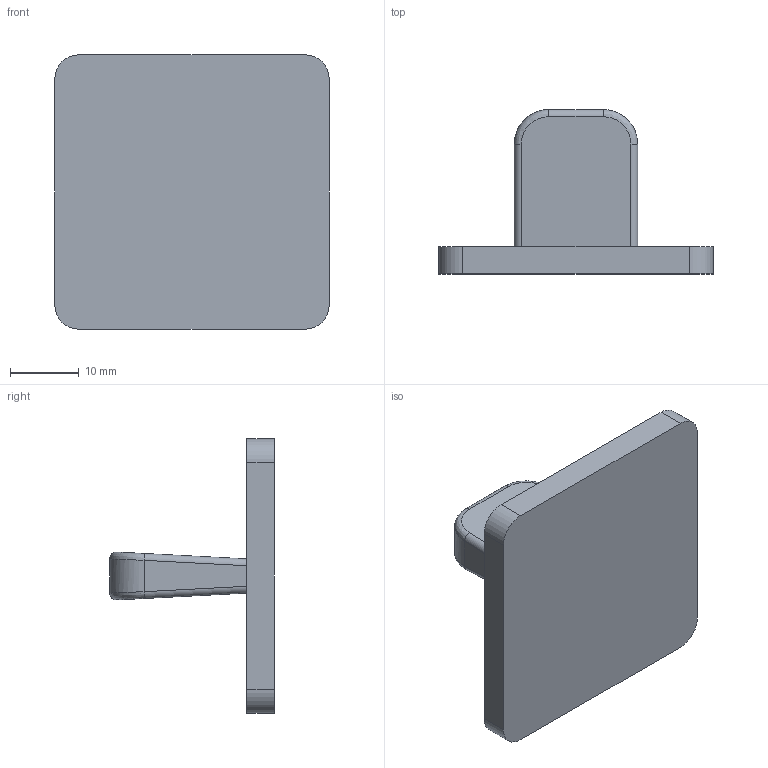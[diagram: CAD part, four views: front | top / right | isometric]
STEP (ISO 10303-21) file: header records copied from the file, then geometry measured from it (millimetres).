
FILE_DESCRIPTION(/* description */ (''),/* implementation_level */ '2;1');
FILE_NAME(/* name */ 'ixx.step',/* time_stamp */ '2024-11-02T00:30:00+01:00',/* author */ (''),/* organization */ (''),/* preprocessor_version */ 'ST-DEVELOPER v20',/* originating_system */ 'Autodesk Translation Framework v13.20.0.188',/* authorisation */ '');
FILE_SCHEMA (('AUTOMOTIVE_DESIGN { 1 0 10303 214 3 1 1 }'));
Length unit declared in the file: millimetre
Products named in the file (1): xo
Bounding box: 40 x 24 x 40 mm (x, y, z)
Volume: 8436.6 mm3; surface area: 5689.8 mm2
Topology: 3 solids, 3 shells, 61 faces, 150 edges, 96 vertices
Faces by surface type: plane 45, cylinder 12, bspline 4
Entity records: 1925 total; most frequent: CARTESIAN_POINT 424, ORIENTED_EDGE 300, DIRECTION 294, EDGE_CURVE 150, LINE 122, VECTOR 122, VERTEX_POINT 96, AXIS2_PLACEMENT_3D 86
